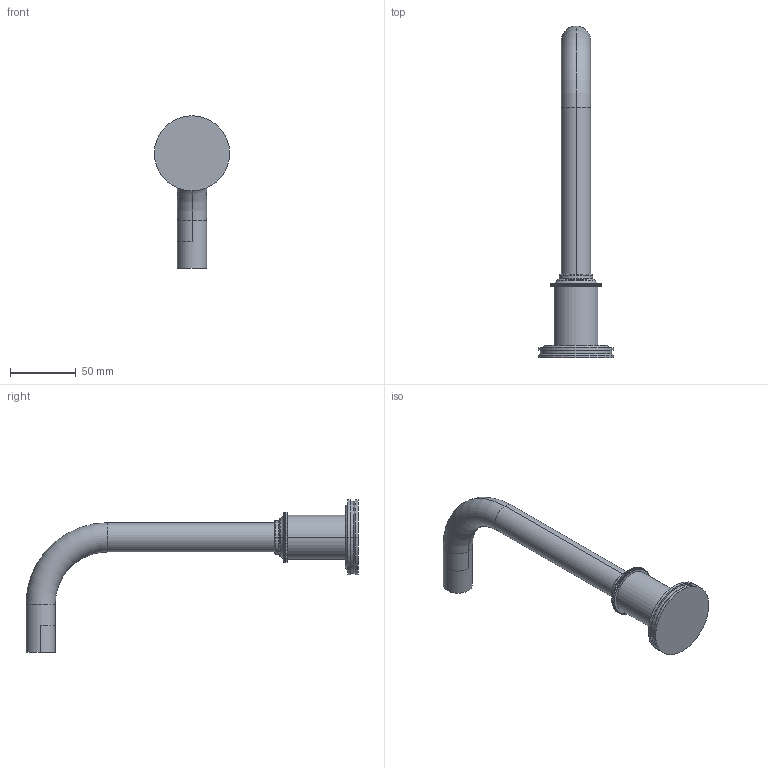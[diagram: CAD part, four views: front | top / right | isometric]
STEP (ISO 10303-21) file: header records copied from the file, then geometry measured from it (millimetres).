
FILE_DESCRIPTION((''),'2;1');
FILE_NAME('3-729','2022-05-27T09:26:41',('rsmith'),(''),'CREO PARAMETRIC BY PTC INC, 2019352','CREO PARAMETRIC BY PTC INC, 2019352','');
FILE_SCHEMA(('CONFIG_CONTROL_DESIGN'));
Length unit declared in the file: inch
Products named in the file (1): 3-729
Bounding box: 57.15 x 252.41 x 115.95 mm (x, y, z)
Volume: 162819.4 mm3; surface area: 29860.8 mm2
Topology: 1 solids, 1 shells, 330 faces, 948 edges, 628 vertices
Faces by surface type: plane 202, cylinder 112, torus 14, cone 2
Entity records: 10852 total; most frequent: CARTESIAN_POINT 1906, ORIENTED_EDGE 1896, DIRECTION 1864, EDGE_CURVE 948, VECTOR 692, LINE 692, VERTEX_POINT 628, AXIS2_PLACEMENT_3D 586
